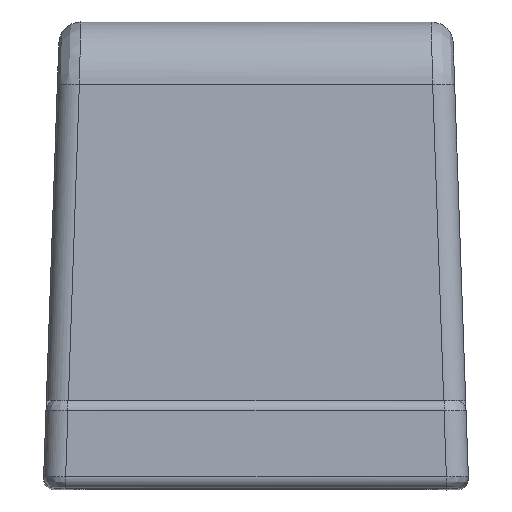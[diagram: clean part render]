
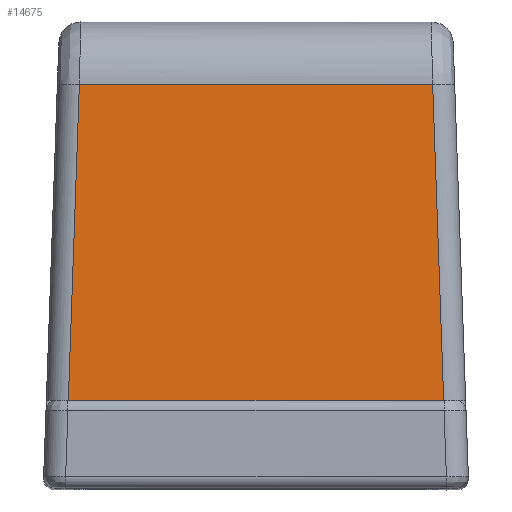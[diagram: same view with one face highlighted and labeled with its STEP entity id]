
A CAD part, top view. The second image highlights one B-rep face of the part: STEP entity #14675.
In plain terms, the highlighted planar face has unit normal (0, 0.052, 0.999).
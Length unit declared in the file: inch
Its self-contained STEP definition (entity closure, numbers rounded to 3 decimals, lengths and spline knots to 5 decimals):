
#2911 = VERTEX_POINT ( 'NONE', #13474 ) ;
#4407 = DIRECTION ( 'NONE',  ( 1., 0., 0. ) ) ;
#4408 = VECTOR ( 'NONE', #4407, 39.37008 ) ;
#4409 = CARTESIAN_POINT ( 'NONE',  ( 0.37786, 0.56524, 0.73022 ) ) ;
#4410 = DIRECTION ( 'NONE',  ( 0., -0.999, 0.052 ) ) ;
#4411 = DIRECTION ( 'NONE',  ( 0., 0.052, 0.999 ) ) ;
#4412 = CARTESIAN_POINT ( 'NONE',  ( -0.375, 0.67717, 0.72435 ) ) ;
#4413 = AXIS2_PLACEMENT_3D ( 'NONE', #4412, #4411, #4410 ) ;
#4414 = PLANE ( 'NONE',  #4413 ) ;
#4415 = LINE ( 'NONE', #4409, #4408 ) ;
#4422 = FACE_OUTER_BOUND ( 'NONE', #14676, .T. ) ;
#4712 = DIRECTION ( 'NONE',  ( 1., 0., 0. ) ) ;
#4713 = VECTOR ( 'NONE', #4712, 39.37008 ) ;
#4714 = CARTESIAN_POINT ( 'NONE',  ( -0.375, 0., 0.75984 ) ) ;
#4715 = LINE ( 'NONE', #4714, #4713 ) ;
#4752 = CARTESIAN_POINT ( 'NONE',  ( -0.31594, 0.56524, 0.73022 ) ) ;
#4780 = CARTESIAN_POINT ( 'NONE',  ( 0.33568, 0., 0.75984 ) ) ;
#6784 = DIRECTION ( 'NONE',  ( -0.035, 0.998, -0.052 ) ) ;
#6785 = VECTOR ( 'NONE', #6784, 39.37008 ) ;
#6786 = CARTESIAN_POINT ( 'NONE',  ( 0.33568, 0., 0.75984 ) ) ;
#6787 = LINE ( 'NONE', #6786, #6785 ) ;
#6821 = DIRECTION ( 'NONE',  ( -0.035, -0.998, 0.052 ) ) ;
#6822 = VECTOR ( 'NONE', #6821, 39.37008 ) ;
#6823 = CARTESIAN_POINT ( 'NONE',  ( -0.31594, 0.56524, 0.73022 ) ) ;
#6824 = LINE ( 'NONE', #6823, #6822 ) ;
#6878 = CARTESIAN_POINT ( 'NONE',  ( -0.33568, 0., 0.75984 ) ) ;
#13474 = CARTESIAN_POINT ( 'NONE',  ( 0.31594, 0.56524, 0.73022 ) ) ;
#14633 = EDGE_CURVE ( 'NONE', #14889, #2911, #6787, .T. ) ;
#14645 = EDGE_CURVE ( 'NONE', #14845, #14665, #6824, .T. ) ;
#14665 = VERTEX_POINT ( 'NONE', #6878 ) ;
#14675 = ADVANCED_FACE ( 'NONE', ( #4422 ), #4414, .T. ) ;
#14676 = EDGE_LOOP ( 'NONE', ( #14677, #14678, #14679, #14684 ) ) ;
#14677 = ORIENTED_EDGE ( 'NONE', *, *, #14810, .T. ) ;
#14678 = ORIENTED_EDGE ( 'NONE', *, *, #14633, .T. ) ;
#14679 = ORIENTED_EDGE ( 'NONE', *, *, #14680, .F. ) ;
#14680 = EDGE_CURVE ( 'NONE', #14845, #2911, #4415, .T. ) ;
#14684 = ORIENTED_EDGE ( 'NONE', *, *, #14645, .T. ) ;
#14810 = EDGE_CURVE ( 'NONE', #14665, #14889, #4715, .T. ) ;
#14845 = VERTEX_POINT ( 'NONE', #4752 ) ;
#14889 = VERTEX_POINT ( 'NONE', #4780 ) ;
